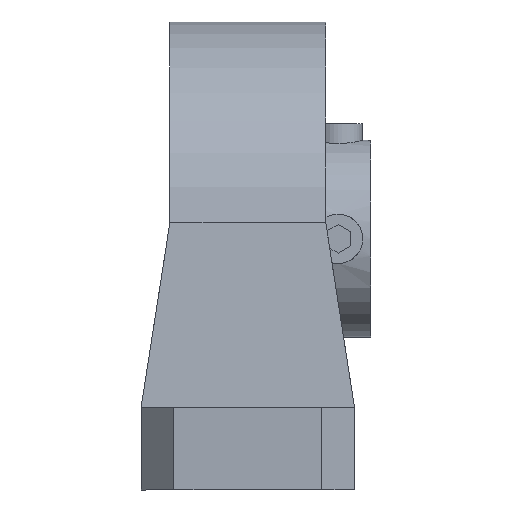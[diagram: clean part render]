
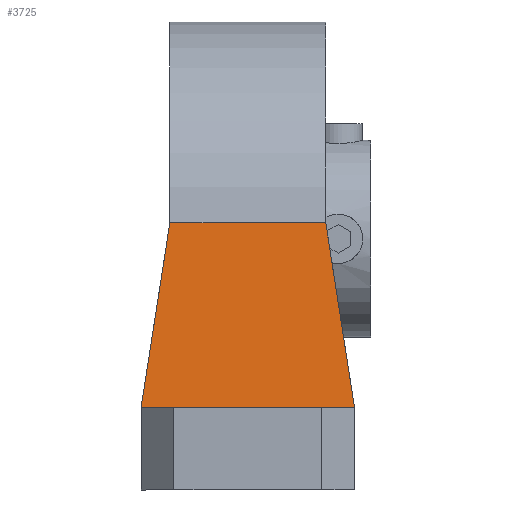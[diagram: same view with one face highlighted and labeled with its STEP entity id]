
A CAD part, left-side view. The second image highlights one B-rep face of the part: STEP entity #3725.
In plain terms, the highlighted planar face has unit normal (-0.996, 0, 0.094).
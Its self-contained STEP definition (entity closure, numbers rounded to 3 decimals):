
#1181 = CYLINDRICAL_SURFACE('',#1182,13.5);
#1182 = AXIS2_PLACEMENT_3D('',#1183,#1184,#1185);
#1183 = CARTESIAN_POINT('',(0.,6.5,15.));
#1184 = DIRECTION('',(0.,1.,0.));
#1185 = DIRECTION('',(1.,0.,0.));
#1193 = VERTEX_POINT('',#1194);
#1194 = CARTESIAN_POINT('',(-13.441,-4.75,16.264));
#1235 = PLANE('',#1236);
#1236 = AXIS2_PLACEMENT_3D('',#1237,#1238,#1239);
#1237 = CARTESIAN_POINT('',(63.928,-6.5,5.));
#1238 = DIRECTION('',(0.,0.988,-0.154));
#1239 = DIRECTION('',(0.,0.154,0.988));
#1899 = PLANE('',#1900);
#1900 = AXIS2_PLACEMENT_3D('',#1901,#1902,#1903);
#1901 = CARTESIAN_POINT('',(63.928,6.5,5.));
#1902 = DIRECTION('',(0.,-0.988,-0.154));
#1903 = DIRECTION('',(0.,0.154,-0.988));
#2193 = VERTEX_POINT('',#2194);
#2194 = CARTESIAN_POINT('',(-14.5,-6.5,5.));
#2215 = EDGE_CURVE('',#2193,#1193,#2216,.T.);
#2216 = SURFACE_CURVE('',#2217,(#2221,#2228),.PCURVE_S1.);
#2217 = LINE('',#2218,#2219);
#2218 = CARTESIAN_POINT('',(-13.555,-4.939,
    15.048));
#2219 = VECTOR('',#2220,1.);
#2220 = DIRECTION('',(0.093,0.153,0.984));
#2221 = PCURVE('',#1235,#2222);
#2222 = DEFINITIONAL_REPRESENTATION('',(#2223),#2227);
#2223 = LINE('',#2224,#2225);
#2224 = CARTESIAN_POINT('',(10.169,-77.483));
#2225 = VECTOR('',#2226,1.);
#2226 = DIRECTION('',(0.996,0.093));
#2227 = ( GEOMETRIC_REPRESENTATION_CONTEXT(2) 
PARAMETRIC_REPRESENTATION_CONTEXT() REPRESENTATION_CONTEXT('2D SPACE',''
  ) );
#2228 = PCURVE('',#2229,#2234);
#2229 = PLANE('',#2230);
#2230 = AXIS2_PLACEMENT_3D('',#2231,#2232,#2233);
#2231 = CARTESIAN_POINT('',(-13.441,6.5,16.264));
#2232 = DIRECTION('',(0.996,0.,-0.094));
#2233 = DIRECTION('',(-0.094,0.,-0.996));
#2234 = DEFINITIONAL_REPRESENTATION('',(#2235),#2239);
#2235 = LINE('',#2236,#2237);
#2236 = CARTESIAN_POINT('',(1.221,-11.439));
#2237 = VECTOR('',#2238,1.);
#2238 = DIRECTION('',(-0.988,0.153));
#2239 = ( GEOMETRIC_REPRESENTATION_CONTEXT(2) 
PARAMETRIC_REPRESENTATION_CONTEXT() REPRESENTATION_CONTEXT('2D SPACE',''
  ) );
#2296 = EDGE_CURVE('',#2297,#1193,#2299,.T.);
#2297 = VERTEX_POINT('',#2298);
#2298 = CARTESIAN_POINT('',(-13.441,4.75,16.264));
#2299 = SURFACE_CURVE('',#2300,(#2304,#2310),.PCURVE_S1.);
#2300 = LINE('',#2301,#2302);
#2301 = CARTESIAN_POINT('',(-13.441,6.5,16.264));
#2302 = VECTOR('',#2303,1.);
#2303 = DIRECTION('',(0.,-1.,0.));
#2304 = PCURVE('',#1181,#2305);
#2305 = DEFINITIONAL_REPRESENTATION('',(#2306),#2309);
#2306 = B_SPLINE_CURVE_WITH_KNOTS('',1,(#2307,#2308),.UNSPECIFIED.,.F.,
  .F.,(2,2),(1.75,11.25),.PIECEWISE_BEZIER_KNOTS.);
#2307 = CARTESIAN_POINT('',(-3.048,-1.75));
#2308 = CARTESIAN_POINT('',(-3.048,-11.25));
#2309 = ( GEOMETRIC_REPRESENTATION_CONTEXT(2) 
PARAMETRIC_REPRESENTATION_CONTEXT() REPRESENTATION_CONTEXT('2D SPACE',''
  ) );
#2310 = PCURVE('',#2229,#2311);
#2311 = DEFINITIONAL_REPRESENTATION('',(#2312),#2316);
#2312 = LINE('',#2313,#2314);
#2313 = CARTESIAN_POINT('',(-0.,0.));
#2314 = VECTOR('',#2315,1.);
#2315 = DIRECTION('',(0.,-1.));
#2316 = ( GEOMETRIC_REPRESENTATION_CONTEXT(2) 
PARAMETRIC_REPRESENTATION_CONTEXT() REPRESENTATION_CONTEXT('2D SPACE',''
  ) );
#3340 = VERTEX_POINT('',#3341);
#3341 = CARTESIAN_POINT('',(-14.5,6.5,5.));
#3355 = PLANE('',#3356);
#3356 = AXIS2_PLACEMENT_3D('',#3357,#3358,#3359);
#3357 = CARTESIAN_POINT('',(-14.5,6.5,5.));
#3358 = DIRECTION('',(0.,0.,-1.));
#3359 = DIRECTION('',(-1.,0.,0.));
#3394 = EDGE_CURVE('',#3340,#2297,#3395,.T.);
#3395 = SURFACE_CURVE('',#3396,(#3400,#3407),.PCURVE_S1.);
#3396 = LINE('',#3397,#3398);
#3397 = CARTESIAN_POINT('',(-13.647,5.091,
    14.07));
#3398 = VECTOR('',#3399,1.);
#3399 = DIRECTION('',(0.093,-0.153,0.984)
  );
#3400 = PCURVE('',#1899,#3401);
#3401 = DEFINITIONAL_REPRESENTATION('',(#3402),#3406);
#3402 = LINE('',#3403,#3404);
#3403 = CARTESIAN_POINT('',(-9.179,-77.575));
#3404 = VECTOR('',#3405,1.);
#3405 = DIRECTION('',(-0.996,0.093));
#3406 = ( GEOMETRIC_REPRESENTATION_CONTEXT(2) 
PARAMETRIC_REPRESENTATION_CONTEXT() REPRESENTATION_CONTEXT('2D SPACE',''
  ) );
#3407 = PCURVE('',#2229,#3408);
#3408 = DEFINITIONAL_REPRESENTATION('',(#3409),#3413);
#3409 = LINE('',#3410,#3411);
#3410 = CARTESIAN_POINT('',(2.203,-1.409));
#3411 = VECTOR('',#3412,1.);
#3412 = DIRECTION('',(-0.988,-0.153));
#3413 = ( GEOMETRIC_REPRESENTATION_CONTEXT(2) 
PARAMETRIC_REPRESENTATION_CONTEXT() REPRESENTATION_CONTEXT('2D SPACE',''
  ) );
#3725 = ADVANCED_FACE('',(#3726),#2229,.F.);
#3726 = FACE_BOUND('',#3727,.F.);
#3727 = EDGE_LOOP('',(#3728,#3749,#3750,#3751));
#3728 = ORIENTED_EDGE('',*,*,#3729,.F.);
#3729 = EDGE_CURVE('',#3340,#2193,#3730,.T.);
#3730 = SURFACE_CURVE('',#3731,(#3735,#3742),.PCURVE_S1.);
#3731 = LINE('',#3732,#3733);
#3732 = CARTESIAN_POINT('',(-14.5,6.5,5.));
#3733 = VECTOR('',#3734,1.);
#3734 = DIRECTION('',(0.,-1.,0.));
#3735 = PCURVE('',#2229,#3736);
#3736 = DEFINITIONAL_REPRESENTATION('',(#3737),#3741);
#3737 = LINE('',#3738,#3739);
#3738 = CARTESIAN_POINT('',(11.314,0.));
#3739 = VECTOR('',#3740,1.);
#3740 = DIRECTION('',(0.,-1.));
#3741 = ( GEOMETRIC_REPRESENTATION_CONTEXT(2) 
PARAMETRIC_REPRESENTATION_CONTEXT() REPRESENTATION_CONTEXT('2D SPACE',''
  ) );
#3742 = PCURVE('',#3355,#3743);
#3743 = DEFINITIONAL_REPRESENTATION('',(#3744),#3748);
#3744 = LINE('',#3745,#3746);
#3745 = CARTESIAN_POINT('',(0.,0.));
#3746 = VECTOR('',#3747,1.);
#3747 = DIRECTION('',(0.,-1.));
#3748 = ( GEOMETRIC_REPRESENTATION_CONTEXT(2) 
PARAMETRIC_REPRESENTATION_CONTEXT() REPRESENTATION_CONTEXT('2D SPACE',''
  ) );
#3749 = ORIENTED_EDGE('',*,*,#3394,.T.);
#3750 = ORIENTED_EDGE('',*,*,#2296,.T.);
#3751 = ORIENTED_EDGE('',*,*,#2215,.F.);
